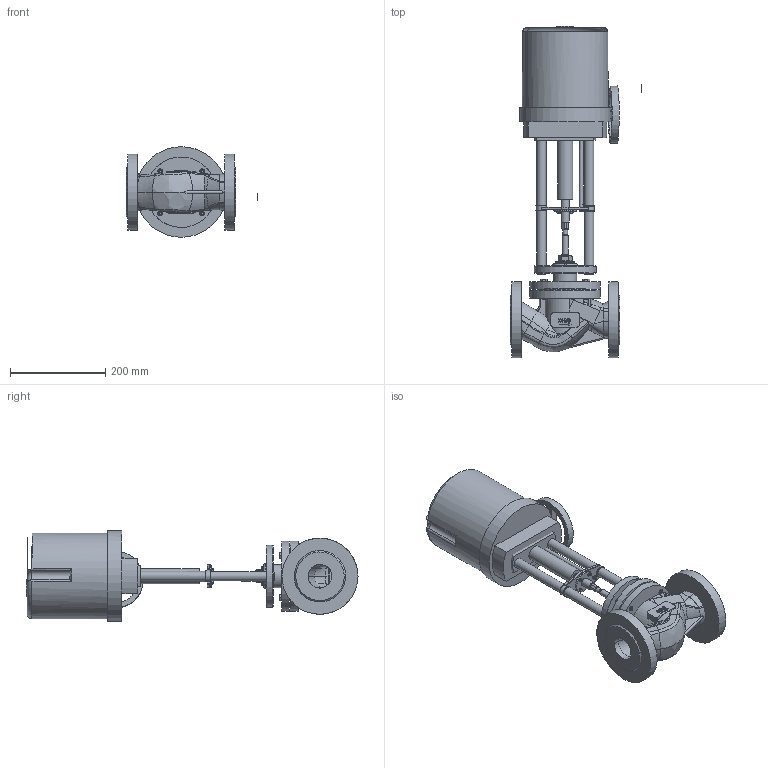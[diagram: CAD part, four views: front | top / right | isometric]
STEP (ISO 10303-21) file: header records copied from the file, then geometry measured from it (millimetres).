
FILE_DESCRIPTION(/* description */ (''),/* implementation_level */ '2;1');
FILE_NAME(/* name */ 'Р11 DN50 + ЭПА_ЭПР 210.stp',/* time_stamp */ '2024-03-17T11:23:04+03:00',/* author */ ('kostr'),/* organization */ (''),/* preprocessor_version */ 'ST-DEVELOPER v18.1',/* originating_system */ 'AutoCAD Mechanical',/* authorisation */ '');
FILE_SCHEMA (('AUTOMOTIVE_DESIGN { 1 0 10303 214 3 1 1 }'));
Products named in the file (2): Product1; Product
Assembly tree (1 placements, depth 2):
  Product1
    Product
Bounding box: 275.58 x 698.34 x 190.64 mm (x, y, z)
Volume: 3848829.4 mm3; surface area: 737890.5 mm2
Topology: 34 solids, 55 shells, 1419 faces, 3919 edges, 2655 vertices
Faces by surface type: plane 969, bspline 190, cylinder 185, cone 46, torus 29
Full cylindrical faces by diameter (mm): 5 x13, 6 x1, 8 x9, 10 x11, 12 x1, 12.5 x4, 13.749 x1, 15 x2, 17 x3, 18 x3, 20 x8, 21 x1, 21.793 x2, 22 x2, 22.71 x4, 24 x8, 24.7 x1, 32 x1, 34 x1, 35.081 x1, 37 x1, 40 x21, 41 x1, 48 x3, 58 x1, 58.3 x1, 61 x2, 64 x1, 66 x1, 74 x1
Entity records: 102108 total; most frequent: CARTESIAN_POINT 66719, ORIENTED_EDGE 7741, DIRECTION 6546, EDGE_CURVE 3917, VERTEX_POINT 2655, LINE 2380, VECTOR 2380, AXIS2_PLACEMENT_3D 2083
